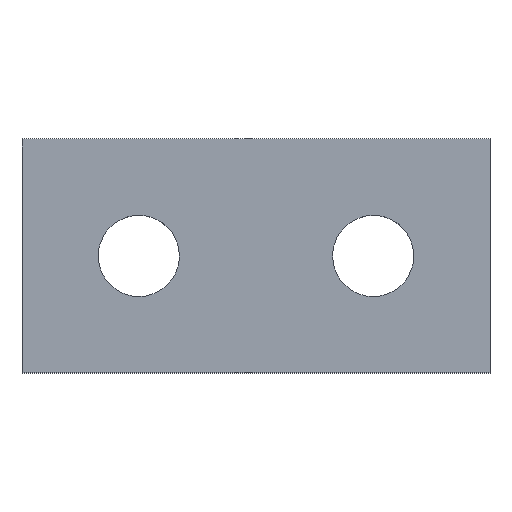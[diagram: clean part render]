
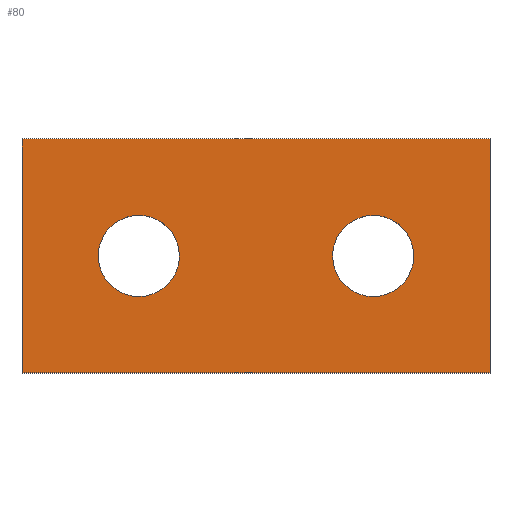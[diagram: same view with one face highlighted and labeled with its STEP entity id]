
A CAD part, top view. The second image highlights one B-rep face of the part: STEP entity #80.
In plain terms, the highlighted planar face has unit normal (0, 0, 1).
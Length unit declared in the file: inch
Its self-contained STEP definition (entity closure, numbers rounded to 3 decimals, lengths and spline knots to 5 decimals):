
#80=ADVANCED_FACE('',(#160,#161,#162),#163,.T.);
#160=FACE_BOUND('',#286,.T.);
#161=FACE_BOUND('',#287,.T.);
#162=FACE_OUTER_BOUND('',#288,.T.);
#163=PLANE('',#289);
#286=EDGE_LOOP('',(#445,#446,#447,#448));
#287=EDGE_LOOP('',(#449,#450,#451,#452));
#288=EDGE_LOOP('',(#453,#454,#455,#456));
#289=AXIS2_PLACEMENT_3D('',#457,#458,#459);
#445=ORIENTED_EDGE('',*,*,#544,.F.);
#446=ORIENTED_EDGE('',*,*,#545,.F.);
#447=ORIENTED_EDGE('',*,*,#546,.F.);
#448=ORIENTED_EDGE('',*,*,#528,.F.);
#449=ORIENTED_EDGE('',*,*,#547,.F.);
#450=ORIENTED_EDGE('',*,*,#548,.F.);
#451=ORIENTED_EDGE('',*,*,#523,.F.);
#452=ORIENTED_EDGE('',*,*,#549,.F.);
#453=ORIENTED_EDGE('',*,*,#550,.F.);
#454=ORIENTED_EDGE('',*,*,#551,.F.);
#455=ORIENTED_EDGE('',*,*,#552,.F.);
#456=ORIENTED_EDGE('',*,*,#518,.F.);
#457=CARTESIAN_POINT('',(0.8125,0.40625,0.125));
#458=DIRECTION('',(0.0,0.0,1.0));
#459=DIRECTION('',(1.0,0.0,0.0));
#518=EDGE_CURVE('',#569,#570,#571,.T.);
#523=EDGE_CURVE('',#578,#579,#580,.T.);
#528=EDGE_CURVE('',#587,#588,#589,.T.);
#544=EDGE_CURVE('',#613,#587,#614,.T.);
#545=EDGE_CURVE('',#615,#613,#616,.T.);
#546=EDGE_CURVE('',#588,#615,#617,.T.);
#547=EDGE_CURVE('',#618,#619,#620,.T.);
#548=EDGE_CURVE('',#579,#618,#621,.T.);
#549=EDGE_CURVE('',#619,#578,#622,.T.);
#550=EDGE_CURVE('',#623,#569,#624,.T.);
#551=EDGE_CURVE('',#625,#623,#626,.T.);
#552=EDGE_CURVE('',#570,#625,#627,.T.);
#569=VERTEX_POINT('',#644);
#570=VERTEX_POINT('',#645);
#571=LINE('',#646,#647);
#578=VERTEX_POINT('',#657);
#579=VERTEX_POINT('',#658);
#580=B_SPLINE_CURVE_WITH_KNOTS('',3,(#659,#660,#661,#662),.UNSPECIFIED.,.F.,.F.,(4,4),(0.0,1.0),.UNSPECIFIED.);
#587=VERTEX_POINT('',#674);
#588=VERTEX_POINT('',#675);
#589=B_SPLINE_CURVE_WITH_KNOTS('',3,(#676,#677,#678,#679),.UNSPECIFIED.,.F.,.F.,(4,4),(0.0,1.0),.UNSPECIFIED.);
#613=VERTEX_POINT('',#729);
#614=B_SPLINE_CURVE_WITH_KNOTS('',3,(#730,#731,#732,#733),.UNSPECIFIED.,.F.,.F.,(4,4),(0.0,1.0),.UNSPECIFIED.);
#615=VERTEX_POINT('',#734);
#616=B_SPLINE_CURVE_WITH_KNOTS('',3,(#735,#736,#737,#738),.UNSPECIFIED.,.F.,.F.,(4,4),(0.0,1.0),.UNSPECIFIED.);
#617=B_SPLINE_CURVE_WITH_KNOTS('',3,(#739,#740,#741,#742),.UNSPECIFIED.,.F.,.F.,(4,4),(0.0,1.0),.UNSPECIFIED.);
#618=VERTEX_POINT('',#743);
#619=VERTEX_POINT('',#744);
#620=B_SPLINE_CURVE_WITH_KNOTS('',3,(#745,#746,#747,#748),.UNSPECIFIED.,.F.,.F.,(4,4),(0.0,1.0),.UNSPECIFIED.);
#621=B_SPLINE_CURVE_WITH_KNOTS('',3,(#749,#750,#751,#752),.UNSPECIFIED.,.F.,.F.,(4,4),(0.0,1.0),.UNSPECIFIED.);
#622=B_SPLINE_CURVE_WITH_KNOTS('',3,(#753,#754,#755,#756),.UNSPECIFIED.,.F.,.F.,(4,4),(0.0,1.0),.UNSPECIFIED.);
#623=VERTEX_POINT('',#757);
#624=LINE('',#758,#759);
#625=VERTEX_POINT('',#760);
#626=LINE('',#761,#762);
#627=LINE('',#763,#764);
#644=CARTESIAN_POINT('',(0.0,0.0,0.125));
#645=CARTESIAN_POINT('',(0.0,0.8125,0.125));
#646=CARTESIAN_POINT('',(0.0,0.0,0.125));
#647=VECTOR('',#786,1.0);
#657=CARTESIAN_POINT('',(0.26459,0.40625,0.125));
#658=CARTESIAN_POINT('',(0.40548,0.26535,0.125));
#659=CARTESIAN_POINT('',(0.26459,0.40625,0.125));
#660=CARTESIAN_POINT('',(0.26459,0.32844,0.125));
#661=CARTESIAN_POINT('',(0.32767,0.26535,0.125));
#662=CARTESIAN_POINT('',(0.40548,0.26535,0.125));
#674=CARTESIAN_POINT('',(1.21952,0.54715,0.125));
#675=CARTESIAN_POINT('',(1.07863,0.40625,0.125));
#676=CARTESIAN_POINT('',(1.21952,0.54715,0.125));
#677=CARTESIAN_POINT('',(1.14171,0.54715,0.125));
#678=CARTESIAN_POINT('',(1.07863,0.48406,0.125));
#679=CARTESIAN_POINT('',(1.07863,0.40625,0.125));
#729=CARTESIAN_POINT('',(1.36042,0.40625,0.125));
#730=CARTESIAN_POINT('',(1.36042,0.40625,0.125));
#731=CARTESIAN_POINT('',(1.36042,0.48406,0.125));
#732=CARTESIAN_POINT('',(1.29734,0.54715,0.125));
#733=CARTESIAN_POINT('',(1.21952,0.54715,0.125));
#734=CARTESIAN_POINT('',(1.21952,0.26535,0.125));
#735=CARTESIAN_POINT('',(1.21952,0.26535,0.125));
#736=CARTESIAN_POINT('',(1.29734,0.26535,0.125));
#737=CARTESIAN_POINT('',(1.36042,0.32844,0.125));
#738=CARTESIAN_POINT('',(1.36042,0.40625,0.125));
#739=CARTESIAN_POINT('',(1.07863,0.40625,0.125));
#740=CARTESIAN_POINT('',(1.07863,0.32844,0.125));
#741=CARTESIAN_POINT('',(1.14171,0.26535,0.125));
#742=CARTESIAN_POINT('',(1.21952,0.26535,0.125));
#743=CARTESIAN_POINT('',(0.54637,0.40625,0.125));
#744=CARTESIAN_POINT('',(0.40548,0.54715,0.125));
#745=CARTESIAN_POINT('',(0.54637,0.40625,0.125));
#746=CARTESIAN_POINT('',(0.54637,0.48406,0.125));
#747=CARTESIAN_POINT('',(0.4833,0.54715,0.125));
#748=CARTESIAN_POINT('',(0.40548,0.54715,0.125));
#749=CARTESIAN_POINT('',(0.40548,0.26535,0.125));
#750=CARTESIAN_POINT('',(0.4833,0.26535,0.125));
#751=CARTESIAN_POINT('',(0.54637,0.32844,0.125));
#752=CARTESIAN_POINT('',(0.54637,0.40625,0.125));
#753=CARTESIAN_POINT('',(0.40548,0.54715,0.125));
#754=CARTESIAN_POINT('',(0.32767,0.54715,0.125));
#755=CARTESIAN_POINT('',(0.26459,0.48406,0.125));
#756=CARTESIAN_POINT('',(0.26459,0.40625,0.125));
#757=CARTESIAN_POINT('',(1.625,0.0,0.125));
#758=CARTESIAN_POINT('',(1.625,0.0,0.125));
#759=VECTOR('',#797,1.0);
#760=CARTESIAN_POINT('',(1.625,0.8125,0.125));
#761=CARTESIAN_POINT('',(1.625,0.8125,0.125));
#762=VECTOR('',#798,1.0);
#763=CARTESIAN_POINT('',(0.0,0.8125,0.125));
#764=VECTOR('',#799,1.0);
#786=DIRECTION('',(0.0,1.0,0.0));
#797=DIRECTION('',(-1.0,0.0,0.0));
#798=DIRECTION('',(0.0,-1.0,0.0));
#799=DIRECTION('',(1.0,0.0,0.0));
